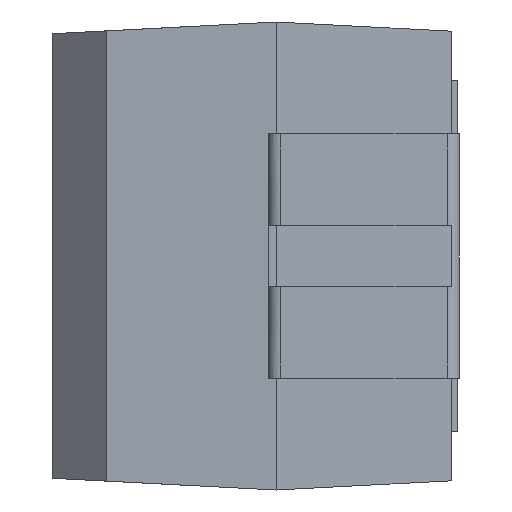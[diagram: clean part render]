
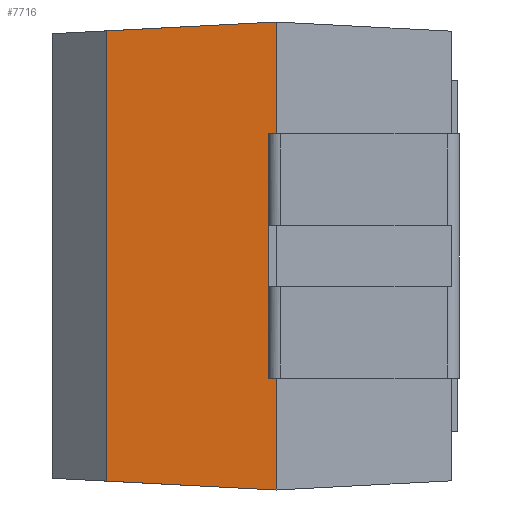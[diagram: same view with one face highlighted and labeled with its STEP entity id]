
A CAD part, left-side view. The second image highlights one B-rep face of the part: STEP entity #7716.
In plain terms, the highlighted planar face has unit normal (-0.999, 0.052, 0).
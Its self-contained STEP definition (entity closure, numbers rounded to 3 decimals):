
#196 = CARTESIAN_POINT ( 'NONE',  ( -3.562, 3.472, -2.212 ) ) ;
#246 = DIRECTION ( 'NONE',  ( -0.052, -0.997, -0.052 ) ) ;
#320 = DIRECTION ( 'NONE',  ( 0.052, 0.999, 0. ) ) ;
#411 = ORIENTED_EDGE ( 'NONE', *, *, #7240, .T. ) ;
#575 = VERTEX_POINT ( 'NONE', #767 ) ;
#595 = VECTOR ( 'NONE', #5337, 1000. ) ;
#637 = ORIENTED_EDGE ( 'NONE', *, *, #6716, .F. ) ;
#767 = CARTESIAN_POINT ( 'NONE',  ( -3.646, 1.88, 1.2 ) ) ;
#769 = AXIS2_PLACEMENT_3D ( 'NONE', #6496, #2758, #7127 ) ;
#790 = EDGE_CURVE ( 'NONE', #5987, #7097, #8117, .T. ) ;
#845 = LINE ( 'NONE', #5561, #7308 ) ;
#857 = DIRECTION ( 'NONE',  ( 0., 0., 1. ) ) ;
#896 = CARTESIAN_POINT ( 'NONE',  ( -3.65, 1.8, -2.3 ) ) ;
#1230 = LINE ( 'NONE', #4589, #4529 ) ;
#1392 = VERTEX_POINT ( 'NONE', #196 ) ;
#1609 = ORIENTED_EDGE ( 'NONE', *, *, #5837, .T. ) ;
#1675 = CARTESIAN_POINT ( 'NONE',  ( -3.737, 0.145, 1.2 ) ) ;
#1765 = EDGE_CURVE ( 'NONE', #575, #7097, #845, .T. ) ;
#1918 = ORIENTED_EDGE ( 'NONE', *, *, #5718, .T. ) ;
#2104 = VECTOR ( 'NONE', #2948, 1000. ) ;
#2143 = LINE ( 'NONE', #896, #3991 ) ;
#2398 = EDGE_CURVE ( 'NONE', #575, #3167, #3758, .T. ) ;
#2595 = CARTESIAN_POINT ( 'NONE',  ( -3.65, 1.8, -2.3 ) ) ;
#2758 = DIRECTION ( 'NONE',  ( -0.999, 0.052, 0. ) ) ;
#2788 = LINE ( 'NONE', #2595, #4262 ) ;
#2816 = CARTESIAN_POINT ( 'NONE',  ( -3.65, 1.8, 2.3 ) ) ;
#2878 = ORIENTED_EDGE ( 'NONE', *, *, #790, .T. ) ;
#2948 = DIRECTION ( 'NONE',  ( -0.052, -0.999, 0. ) ) ;
#3103 = VERTEX_POINT ( 'NONE', #5106 ) ;
#3131 = VECTOR ( 'NONE', #320, 1000. ) ;
#3167 = VERTEX_POINT ( 'NONE', #6368 ) ;
#3560 = CARTESIAN_POINT ( 'NONE',  ( -3.65, 1.8, -1.2 ) ) ;
#3606 = FACE_OUTER_BOUND ( 'NONE', #6581, .T. ) ;
#3639 = DIRECTION ( 'NONE',  ( 0., 0., -1. ) ) ;
#3758 = LINE ( 'NONE', #1675, #2104 ) ;
#3991 = VECTOR ( 'NONE', #246, 1000. ) ;
#4077 = CARTESIAN_POINT ( 'NONE',  ( -3.562, 3.472, 2.212 ) ) ;
#4262 = VECTOR ( 'NONE', #5707, 1000. ) ;
#4392 = VECTOR ( 'NONE', #7961, 1000. ) ;
#4529 = VECTOR ( 'NONE', #857, 1000. ) ;
#4554 = ORIENTED_EDGE ( 'NONE', *, *, #6956, .T. ) ;
#4589 = CARTESIAN_POINT ( 'NONE',  ( -3.65, 1.8, -2.3 ) ) ;
#5106 = CARTESIAN_POINT ( 'NONE',  ( -3.65, 1.8, -2.3 ) ) ;
#5253 = CARTESIAN_POINT ( 'NONE',  ( -3.737, 0.145, -1.2 ) ) ;
#5337 = DIRECTION ( 'NONE',  ( -0.052, -0.997, 0.052 ) ) ;
#5561 = CARTESIAN_POINT ( 'NONE',  ( -3.646, 1.88, -1.2 ) ) ;
#5585 = LINE ( 'NONE', #2816, #595 ) ;
#5707 = DIRECTION ( 'NONE',  ( 0., 0., 1. ) ) ;
#5718 = EDGE_CURVE ( 'NONE', #3103, #5987, #2788, .T. ) ;
#5837 = EDGE_CURVE ( 'NONE', #3167, #7272, #1230, .T. ) ;
#5987 = VERTEX_POINT ( 'NONE', #3560 ) ;
#6085 = LINE ( 'NONE', #6695, #4392 ) ;
#6212 = VERTEX_POINT ( 'NONE', #4077 ) ;
#6368 = CARTESIAN_POINT ( 'NONE',  ( -3.65, 1.8, 1.2 ) ) ;
#6496 = CARTESIAN_POINT ( 'NONE',  ( -3.65, 1.8, -2.3 ) ) ;
#6581 = EDGE_LOOP ( 'NONE', ( #637, #4554, #411, #1918, #2878, #7039, #7331, #1609 ) ) ;
#6695 = CARTESIAN_POINT ( 'NONE',  ( -3.562, 3.472, -2.3 ) ) ;
#6716 = EDGE_CURVE ( 'NONE', #6212, #7272, #5585, .T. ) ;
#6854 = CARTESIAN_POINT ( 'NONE',  ( -3.646, 1.88, -1.2 ) ) ;
#6956 = EDGE_CURVE ( 'NONE', #6212, #1392, #6085, .T. ) ;
#7039 = ORIENTED_EDGE ( 'NONE', *, *, #1765, .F. ) ;
#7090 = PLANE ( 'NONE',  #769 ) ;
#7097 = VERTEX_POINT ( 'NONE', #6854 ) ;
#7127 = DIRECTION ( 'NONE',  ( -0.052, -0.999, 0. ) ) ;
#7227 = CARTESIAN_POINT ( 'NONE',  ( -3.65, 1.8, 2.3 ) ) ;
#7240 = EDGE_CURVE ( 'NONE', #1392, #3103, #2143, .T. ) ;
#7272 = VERTEX_POINT ( 'NONE', #7227 ) ;
#7308 = VECTOR ( 'NONE', #3639, 1000. ) ;
#7331 = ORIENTED_EDGE ( 'NONE', *, *, #2398, .T. ) ;
#7716 = ADVANCED_FACE ( 'NONE', ( #3606 ), #7090, .T. ) ;
#7961 = DIRECTION ( 'NONE',  ( 0., 0., -1. ) ) ;
#8117 = LINE ( 'NONE', #5253, #3131 ) ;
